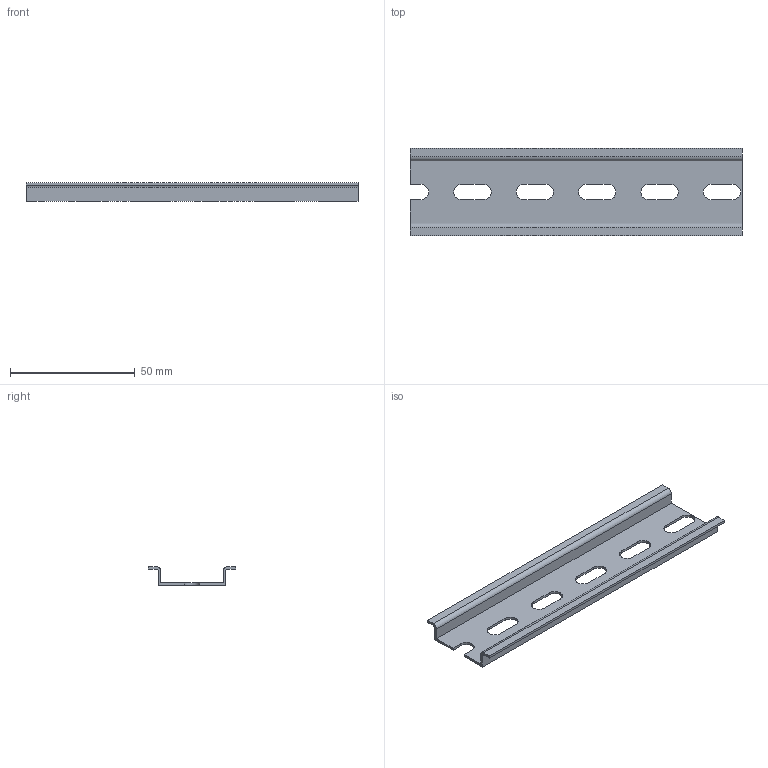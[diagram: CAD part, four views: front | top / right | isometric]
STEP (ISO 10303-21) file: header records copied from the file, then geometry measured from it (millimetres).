
FILE_DESCRIPTION(/* description */ (''),/* implementation_level */ '2;1');
FILE_NAME(/* name */ 'DIN RAIL CHARSIMA PWR DISTR v1.step',/* time_stamp */ '2024-04-05T12:33:03+02:00',/* author */ (''),/* organization */ (''),/* preprocessor_version */ 'ST-DEVELOPER v20',/* originating_system */ 'Autodesk Translation Framework v12.14.0.127',/* authorisation */ '');
FILE_SCHEMA (('AUTOMOTIVE_DESIGN { 1 0 10303 214 3 1 1 }'));
Length unit declared in the file: millimetre
Products named in the file (2): DIN RAIL CHARSIMA PWR DISTR; NS_35_7.5_PERF_2000MM-select
Assembly tree (1 placements, depth 2):
  DIN RAIL CHARSIMA PWR DISTR
    NS_35_7.5_PERF_2000MM-select
Bounding box: 133 x 35 x 7.5 mm (x, y, z)
Volume: 5769.5 mm3; surface area: 12096.4 mm2
Topology: 1 solids, 1 shells, 42 faces, 120 edges, 80 vertices
Faces by surface type: plane 27, cylinder 15
Entity records: 1454 total; most frequent: CARTESIAN_POINT 245, ORIENTED_EDGE 240, DIRECTION 240, EDGE_CURVE 120, LINE 90, VECTOR 90, VERTEX_POINT 80, AXIS2_PLACEMENT_3D 75
